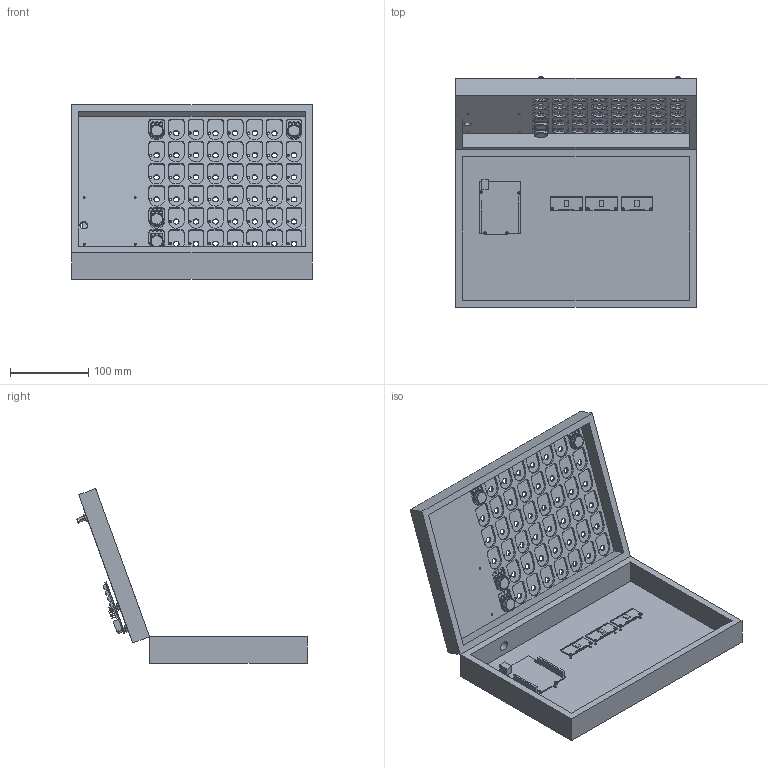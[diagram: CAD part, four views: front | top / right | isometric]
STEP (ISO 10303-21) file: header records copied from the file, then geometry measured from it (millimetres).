
FILE_DESCRIPTION(('CATIA V5 STEP Exchange','CAx-IF Rec.Pracs.--- Model Styling and Organization---1.4--- 2014-01-23','CAx-IF Rec.Pracs.---3D Tessellated Data Validation Properties---0.5---2014-09-14'),'2;1');
FILE_NAME('MIDI_Controller_48.stp','2022-09-13T01:32:58+00:00',('none'),('none'),'CATIA Version 5-6 Release 2019 SP6 HF11','CATIA V5 STEP AP242 v1','none');
FILE_SCHEMA(('AP242_MANAGED_MODEL_BASED_3D_ENGINEERING_MIM_LF {1 0 10303 442 1 1 4}'));
Length unit declared in the file: millimetre
Products named in the file (6): MIDI_Controller_48; Case_307X201; Potentiometer_B10K; 16-Channel_Analog_Multiplexer(HP4067); Arduino_Leonardo; TM1638QYF
Assembly tree (10 placements, depth 2):
  MIDI_Controller_48
    Case_307X201
    Potentiometer_B10K  x4
    16-Channel_Analog_Multiplexer(HP4067)  x3
    Arduino_Leonardo
    TM1638QYF
Bounding box: 307 x 293.8 x 222.88 mm (x, y, z)
Volume: 921114.4 mm3; surface area: 397940.8 mm2
Topology: 15 solids, 15 shells, 1475 faces, 3940 edges, 2602 vertices
Faces by surface type: plane 739, cylinder 704, torus 24, cone 8
Entity records: 29890 total; most frequent: CARTESIAN_POINT 6320, ORIENTED_EDGE 5198, DIRECTION 3796, EDGE_CURVE 2599, VERTEX_POINT 1726, AXIS2_PLACEMENT_3D 1565, VECTOR 1547, LINE 1547
